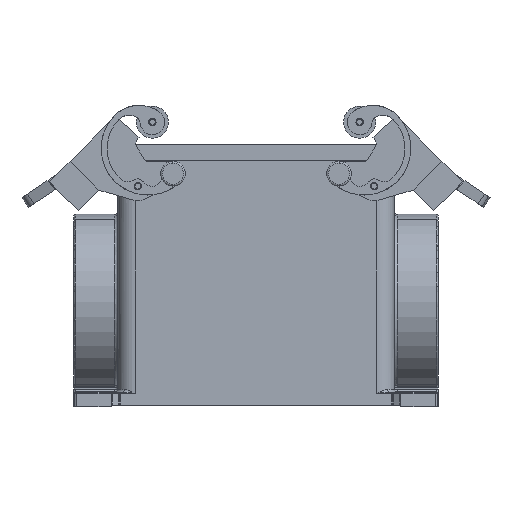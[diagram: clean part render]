
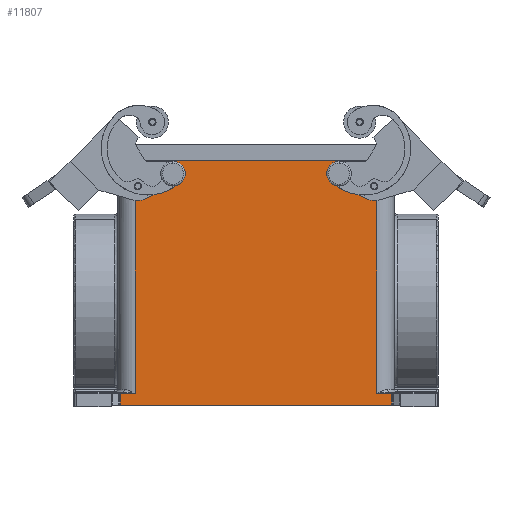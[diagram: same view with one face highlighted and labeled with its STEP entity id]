
A CAD part, front view. The second image highlights one B-rep face of the part: STEP entity #11807.
In plain terms, the highlighted planar face has unit normal (0, -1, 0).
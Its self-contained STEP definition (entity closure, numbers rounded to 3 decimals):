
#1094=CARTESIAN_POINT('',(-28.5,-40.5,26.5));
#1095=VERTEX_POINT('',#1094);
#1104=CARTESIAN_POINT('',(-28.5,-40.5,23.5));
#1105=VERTEX_POINT('',#1104);
#1106=CARTESIAN_POINT('',(-28.5,-40.5,25.0));
#1107=DIRECTION('',(0.0,1.0,0.));
#1108=DIRECTION('',(0.0,0.,1.0));
#1109=AXIS2_PLACEMENT_3D('',#1106,#1107,#1108);
#1110=CIRCLE('',#1109,1.5);
#1111=EDGE_CURVE('',#1105,#1095,#1110,.T.);
#2311=CARTESIAN_POINT('',(28.5,-40.5,26.5));
#2312=VERTEX_POINT('',#2311);
#2321=CARTESIAN_POINT('',(28.5,-40.5,23.5));
#2322=VERTEX_POINT('',#2321);
#2323=CARTESIAN_POINT('',(28.5,-40.5,25.0));
#2324=DIRECTION('',(0.0,1.0,0.));
#2325=DIRECTION('',(0.0,0.,1.0));
#2326=AXIS2_PLACEMENT_3D('',#2323,#2324,#2325);
#2327=CIRCLE('',#2326,1.5);
#2328=EDGE_CURVE('',#2322,#2312,#2327,.T.);
#8455=CARTESIAN_POINT('',(-46.634,-40.5,-54.5));
#8456=VERTEX_POINT('',#8455);
#8464=CARTESIAN_POINT('',(-46.634,-40.5,-50.5));
#8465=VERTEX_POINT('',#8464);
#8466=CARTESIAN_POINT('',(-46.634,-40.5,-54.5));
#8467=DIRECTION('',(0.0,0.0,1.0));
#8468=VECTOR('',#8467,4.);
#8469=LINE('',#8466,#8468);
#8470=EDGE_CURVE('',#8456,#8465,#8469,.T.);
#8915=CARTESIAN_POINT('',(41.5,-40.5,-50.5));
#8916=VERTEX_POINT('',#8915);
#8926=CARTESIAN_POINT('',(46.634,-40.5,-50.5));
#8927=VERTEX_POINT('',#8926);
#8928=CARTESIAN_POINT('',(41.5,-40.5,-50.5));
#8929=DIRECTION('',(1.0,0.0,0.0));
#8930=VECTOR('',#8929,5.134);
#8931=LINE('',#8928,#8930);
#8932=EDGE_CURVE('',#8916,#8927,#8931,.T.);
#10119=CARTESIAN_POINT('',(-41.5,-40.5,-50.5));
#10120=VERTEX_POINT('',#10119);
#10265=CARTESIAN_POINT('',(-41.5,-40.5,29.5));
#10266=VERTEX_POINT('',#10265);
#10267=CARTESIAN_POINT('',(-41.5,-40.5,-50.5));
#10268=DIRECTION('',(0.0,0.0,1.0));
#10269=VECTOR('',#10268,80.0);
#10270=LINE('',#10267,#10269);
#10271=EDGE_CURVE('',#10120,#10266,#10270,.T.);
#10297=CARTESIAN_POINT('',(-46.634,-40.5,-50.5));
#10298=DIRECTION('',(1.0,0.0,0.0));
#10299=VECTOR('',#10298,5.134);
#10300=LINE('',#10297,#10299);
#10301=EDGE_CURVE('',#8465,#10120,#10300,.T.);
#11124=CARTESIAN_POINT('',(41.5,-40.5,29.5));
#11125=VERTEX_POINT('',#11124);
#11133=CARTESIAN_POINT('',(41.5,-40.5,-50.5));
#11134=DIRECTION('',(0.0,0.0,1.0));
#11135=VECTOR('',#11134,80.0);
#11136=LINE('',#11133,#11135);
#11137=EDGE_CURVE('',#8916,#11125,#11136,.T.);
#11755=CARTESIAN_POINT('',(41.5,-40.5,1.5));
#11756=DIRECTION('',(0.0,-1.0,0.0));
#11757=DIRECTION('',(0.0,0.0,-1.0));
#11758=AXIS2_PLACEMENT_3D('',#11755,#11756,#11757);
#11759=PLANE('',#11758);
#11760=ORIENTED_EDGE('',*,*,#10271,.F.);
#11761=ORIENTED_EDGE('',*,*,#10301,.F.);
#11762=ORIENTED_EDGE('',*,*,#8470,.F.);
#11763=CARTESIAN_POINT('',(46.634,-40.5,-54.5));
#11764=VERTEX_POINT('',#11763);
#11765=CARTESIAN_POINT('',(46.634,-40.5,-54.5));
#11766=DIRECTION('',(-1.0,0.0,0.0));
#11767=VECTOR('',#11766,93.268);
#11768=LINE('',#11765,#11767);
#11769=EDGE_CURVE('',#11764,#8456,#11768,.T.);
#11770=ORIENTED_EDGE('',*,*,#11769,.F.);
#11771=CARTESIAN_POINT('',(46.634,-40.5,-50.5));
#11772=DIRECTION('',(0.0,0.0,-1.0));
#11773=VECTOR('',#11772,4.);
#11774=LINE('',#11771,#11773);
#11775=EDGE_CURVE('',#8927,#11764,#11774,.T.);
#11776=ORIENTED_EDGE('',*,*,#11775,.F.);
#11777=ORIENTED_EDGE('',*,*,#8932,.F.);
#11778=ORIENTED_EDGE('',*,*,#11137,.T.);
#11779=CARTESIAN_POINT('',(41.5,-40.5,29.5));
#11780=DIRECTION('',(-1.0,0.0,0.0));
#11781=VECTOR('',#11780,83.);
#11782=LINE('',#11779,#11781);
#11783=EDGE_CURVE('',#11125,#10266,#11782,.T.);
#11784=ORIENTED_EDGE('',*,*,#11783,.T.);
#11785=EDGE_LOOP('',(#11760,#11761,#11762,#11770,#11776,#11777,#11778,#11784));
#11786=FACE_OUTER_BOUND('',#11785,.T.);
#11787=ORIENTED_EDGE('',*,*,#2328,.T.);
#11788=CARTESIAN_POINT('',(28.5,-40.5,25.0));
#11789=DIRECTION('',(0.0,1.0,0.));
#11790=DIRECTION('',(0.0,0.,1.0));
#11791=AXIS2_PLACEMENT_3D('',#11788,#11789,#11790);
#11792=CIRCLE('',#11791,1.5);
#11793=EDGE_CURVE('',#2312,#2322,#11792,.T.);
#11794=ORIENTED_EDGE('',*,*,#11793,.T.);
#11795=EDGE_LOOP('',(#11787,#11794));
#11796=FACE_BOUND('',#11795,.T.);
#11797=ORIENTED_EDGE('',*,*,#1111,.T.);
#11798=CARTESIAN_POINT('',(-28.5,-40.5,25.0));
#11799=DIRECTION('',(0.0,1.0,0.));
#11800=DIRECTION('',(0.0,0.,1.0));
#11801=AXIS2_PLACEMENT_3D('',#11798,#11799,#11800);
#11802=CIRCLE('',#11801,1.5);
#11803=EDGE_CURVE('',#1095,#1105,#11802,.T.);
#11804=ORIENTED_EDGE('',*,*,#11803,.T.);
#11805=EDGE_LOOP('',(#11797,#11804));
#11806=FACE_BOUND('',#11805,.T.);
#11807=ADVANCED_FACE('',(#11786,#11796,#11806),#11759,.T.);
